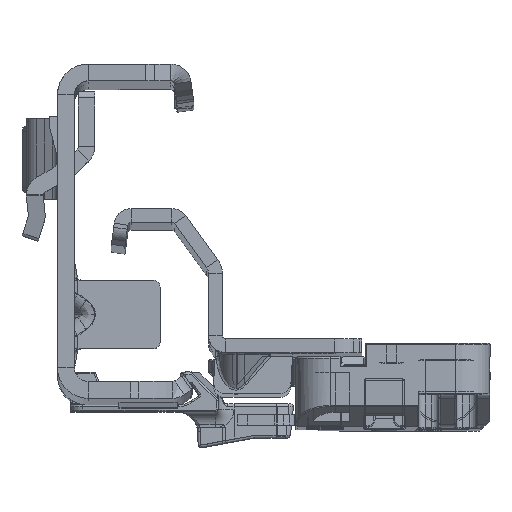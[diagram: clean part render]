
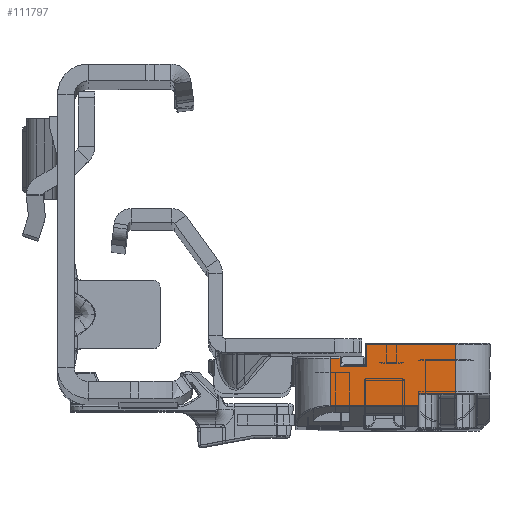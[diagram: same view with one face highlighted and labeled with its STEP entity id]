
A CAD part, top view. The second image highlights one B-rep face of the part: STEP entity #111797.
In plain terms, the highlighted face is planar.
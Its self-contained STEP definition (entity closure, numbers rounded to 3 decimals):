
#926 = EDGE_CURVE ( 'NONE', #113911, #101533, #73022, .T. ) ;
#1393 = CARTESIAN_POINT ( 'NONE',  ( 3.15, -1.15, -284.5 ) ) ;
#2198 = ORIENTED_EDGE ( 'NONE', *, *, #113005, .F. ) ;
#2265 = CARTESIAN_POINT ( 'NONE',  ( -13.7, 2.1, -284.5 ) ) ;
#2418 = VERTEX_POINT ( 'NONE', #2265 ) ;
#6297 = VERTEX_POINT ( 'NONE', #1393 ) ;
#8018 = DIRECTION ( 'NONE',  ( 1., 0., 0. ) ) ;
#8182 = VERTEX_POINT ( 'NONE', #39324 ) ;
#10538 = DIRECTION ( 'NONE',  ( 0., -1., 0. ) ) ;
#11357 = DIRECTION ( 'NONE',  ( 0., 0., 1. ) ) ;
#12680 = EDGE_CURVE ( 'NONE', #100082, #87401, #44726, .T. ) ;
#14649 = EDGE_CURVE ( 'NONE', #113911, #95278, #120170, .T. ) ;
#14991 = ORIENTED_EDGE ( 'NONE', *, *, #57250, .T. ) ;
#18652 = VECTOR ( 'NONE', #70579, 1000. ) ;
#20213 =( BOUNDED_CURVE ( )  B_SPLINE_CURVE ( 3, ( #53534, #92799, #118773, #81892 ),
 .UNSPECIFIED., .F., .T. ) 
 B_SPLINE_CURVE_WITH_KNOTS ( ( 4, 4 ),
 ( 1.047, 1.571 ),
 .UNSPECIFIED. ) 
 CURVE ( )  GEOMETRIC_REPRESENTATION_ITEM ( )  RATIONAL_B_SPLINE_CURVE ( ( 1., 0.977, 0.977, 1. ) ) 
 REPRESENTATION_ITEM ( '' )  );
#21867 = CARTESIAN_POINT ( 'NONE',  ( -13.7, -5., -284.5 ) ) ;
#23289 = VERTEX_POINT ( 'NONE', #81155 ) ;
#23410 = DIRECTION ( 'NONE',  ( 1., 0., 0. ) ) ;
#25080 = CARTESIAN_POINT ( 'NONE',  ( -0.75, 2.1, -284.5 ) ) ;
#25946 = LINE ( 'NONE', #43993, #121182 ) ;
#27942 = DIRECTION ( 'NONE',  ( 1., 0., 0. ) ) ;
#28686 = ORIENTED_EDGE ( 'NONE', *, *, #40876, .T. ) ;
#30633 = CARTESIAN_POINT ( 'NONE',  ( 19.8, 2.6, -284.5 ) ) ;
#31261 = FACE_OUTER_BOUND ( 'NONE', #113534, .T. ) ;
#31421 = AXIS2_PLACEMENT_3D ( 'NONE', #99202, #98556, #36934 ) ;
#31743 = EDGE_CURVE ( 'NONE', #101533, #23289, #20213, .T. ) ;
#32930 = VECTOR ( 'NONE', #10538, 1000. ) ;
#34015 = CARTESIAN_POINT ( 'NONE',  ( -8.5, -5., -284.5 ) ) ;
#35032 = DIRECTION ( 'NONE',  ( 1., 0., 0. ) ) ;
#35738 = VECTOR ( 'NONE', #27942, 1000. ) ;
#35793 = EDGE_CURVE ( 'NONE', #97508, #95278, #25946, .T. ) ;
#36934 = DIRECTION ( 'NONE',  ( 1., 0., 0. ) ) ;
#39324 = CARTESIAN_POINT ( 'NONE',  ( -8.3, -5.2, -284.5 ) ) ;
#40486 = CARTESIAN_POINT ( 'NONE',  ( 4.6, 0.1, -284.5 ) ) ;
#40643 = LINE ( 'NONE', #94923, #43601 ) ;
#40876 = EDGE_CURVE ( 'NONE', #6297, #97508, #118334, .T. ) ;
#43601 = VECTOR ( 'NONE', #8018, 1000. ) ;
#43993 = CARTESIAN_POINT ( 'NONE',  ( 4.6, 0.1, -284.5 ) ) ;
#44726 = LINE ( 'NONE', #114243, #92585 ) ;
#45095 = AXIS2_PLACEMENT_3D ( 'NONE', #30633, #11357, #110519 ) ;
#46228 = CARTESIAN_POINT ( 'NONE',  ( -13.7, 2., -284.5 ) ) ;
#47959 = ORIENTED_EDGE ( 'NONE', *, *, #125425, .T. ) ;
#50802 = DIRECTION ( 'NONE',  ( 0., -1., 0. ) ) ;
#53534 = CARTESIAN_POINT ( 'NONE',  ( -8.273, -6.785, -284.5 ) ) ;
#56301 = CARTESIAN_POINT ( 'NONE',  ( 19.8, -1.15, -284.5 ) ) ;
#57250 = EDGE_CURVE ( 'NONE', #69435, #103388, #120932, .T. ) ;
#58062 = ORIENTED_EDGE ( 'NONE', *, *, #926, .T. ) ;
#60080 = LINE ( 'NONE', #69733, #32930 ) ;
#62965 = CARTESIAN_POINT ( 'NONE',  ( -0.75, -0.9, -284.5 ) ) ;
#63367 = DIRECTION ( 'NONE',  ( -1., 0., 0. ) ) ;
#69435 = VERTEX_POINT ( 'NONE', #25080 ) ;
#69733 = CARTESIAN_POINT ( 'NONE',  ( -8.3, 0., -284.5 ) ) ;
#70528 = EDGE_CURVE ( 'NONE', #8182, #87401, #76700, .T. ) ;
#70579 = DIRECTION ( 'NONE',  ( 0., 1., 0. ) ) ;
#70936 = ORIENTED_EDGE ( 'NONE', *, *, #35793, .T. ) ;
#71178 = PLANE ( 'NONE',  #45095 ) ;
#71256 = EDGE_CURVE ( 'NONE', #103388, #6297, #88431, .T. ) ;
#71752 = CARTESIAN_POINT ( 'NONE',  ( -8.3, -6.785, -284.5 ) ) ;
#73022 = LINE ( 'NONE', #71752, #75473 ) ;
#75473 = VECTOR ( 'NONE', #63367, 1000. ) ;
#76700 = CIRCLE ( 'NONE', #31421, 0.2 ) ;
#78858 = ORIENTED_EDGE ( 'NONE', *, *, #12680, .F. ) ;
#81155 = CARTESIAN_POINT ( 'NONE',  ( -8.3, -6.669, -284.5 ) ) ;
#81892 = CARTESIAN_POINT ( 'NONE',  ( -8.3, -6.669, -284.5 ) ) ;
#82299 = ORIENTED_EDGE ( 'NONE', *, *, #82970, .T. ) ;
#82970 = EDGE_CURVE ( 'NONE', #2418, #69435, #40643, .T. ) ;
#87401 = VERTEX_POINT ( 'NONE', #34015 ) ;
#88431 = LINE ( 'NONE', #56301, #35738 ) ;
#90656 = DIRECTION ( 'NONE',  ( 0., 1., 0. ) ) ;
#92246 = ORIENTED_EDGE ( 'NONE', *, *, #14649, .F. ) ;
#92585 = VECTOR ( 'NONE', #35032, 1000. ) ;
#92799 = CARTESIAN_POINT ( 'NONE',  ( -8.291, -6.749, -284.5 ) ) ;
#93702 = CARTESIAN_POINT ( 'NONE',  ( 4.6, -6.785, -284.5 ) ) ;
#94923 = CARTESIAN_POINT ( 'NONE',  ( -0.7, 2.1, -284.5 ) ) ;
#95278 = VERTEX_POINT ( 'NONE', #40486 ) ;
#97508 = VERTEX_POINT ( 'NONE', #127414 ) ;
#98556 = DIRECTION ( 'NONE',  ( 0., 0., 1. ) ) ;
#99202 = CARTESIAN_POINT ( 'NONE',  ( -8.5, -5.2, -284.5 ) ) ;
#99324 = CARTESIAN_POINT ( 'NONE',  ( -8.273, -6.785, -284.5 ) ) ;
#99426 = VECTOR ( 'NONE', #90656, 1000. ) ;
#100082 = VERTEX_POINT ( 'NONE', #21867 ) ;
#101533 = VERTEX_POINT ( 'NONE', #99324 ) ;
#102301 = DIRECTION ( 'NONE',  ( 0., 1., 0. ) ) ;
#103388 = VERTEX_POINT ( 'NONE', #118632 ) ;
#103586 = LINE ( 'NONE', #46228, #110889 ) ;
#107129 = VECTOR ( 'NONE', #50802, 1000. ) ;
#110010 = CARTESIAN_POINT ( 'NONE',  ( 3.15, 0.1, -284.5 ) ) ;
#110519 = DIRECTION ( 'NONE',  ( 1., 0., 0. ) ) ;
#110889 = VECTOR ( 'NONE', #102301, 1000. ) ;
#111797 = ADVANCED_FACE ( 'NONE', ( #31261 ), #71178, .F. ) ;
#113005 = EDGE_CURVE ( 'NONE', #8182, #23289, #60080, .T. ) ;
#113339 = ORIENTED_EDGE ( 'NONE', *, *, #31743, .T. ) ;
#113534 = EDGE_LOOP ( 'NONE', ( #118392, #28686, #70936, #92246, #58062, #113339, #2198, #126108, #78858, #47959, #82299, #14991 ) ) ;
#113911 = VERTEX_POINT ( 'NONE', #93702 ) ;
#114243 = CARTESIAN_POINT ( 'NONE',  ( -8.3, -5., -284.5 ) ) ;
#118334 = LINE ( 'NONE', #110010, #99426 ) ;
#118392 = ORIENTED_EDGE ( 'NONE', *, *, #71256, .T. ) ;
#118632 = CARTESIAN_POINT ( 'NONE',  ( -0.75, -1.15, -284.5 ) ) ;
#118773 = CARTESIAN_POINT ( 'NONE',  ( -8.3, -6.71, -284.5 ) ) ;
#119511 = CARTESIAN_POINT ( 'NONE',  ( 4.6, -242.444, -284.5 ) ) ;
#120170 = LINE ( 'NONE', #119511, #18652 ) ;
#120932 = LINE ( 'NONE', #62965, #107129 ) ;
#121182 = VECTOR ( 'NONE', #23410, 1000. ) ;
#125425 = EDGE_CURVE ( 'NONE', #100082, #2418, #103586, .T. ) ;
#126108 = ORIENTED_EDGE ( 'NONE', *, *, #70528, .T. ) ;
#127414 = CARTESIAN_POINT ( 'NONE',  ( 3.15, 0.1, -284.5 ) ) ;
